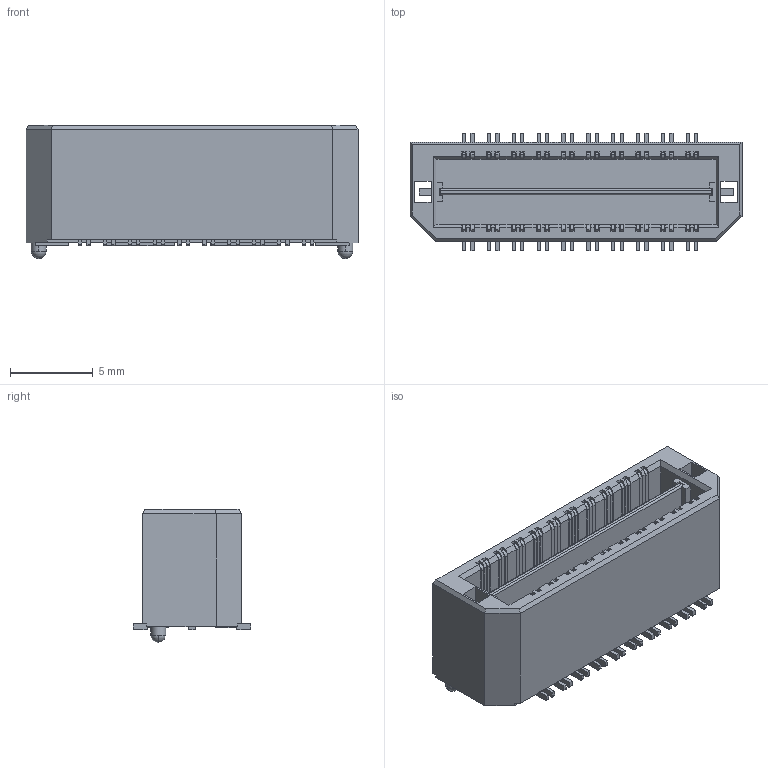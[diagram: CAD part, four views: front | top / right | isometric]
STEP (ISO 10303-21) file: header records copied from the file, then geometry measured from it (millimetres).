
FILE_DESCRIPTION((''),'2;1');
FILE_NAME('SAMTEC_QTH-020-02-L-D-DP-A.stp','2015-09-23T11:58:21',(''),(''),'Mechanical Desktop 2011','Mechanical Desktop 2011',', , ');
FILE_SCHEMA(('AUTOMOTIVE_DESIGN { 1 2 10303 214 1 1 1 1 }'));
Length unit declared in the file: millimetre
Products named in the file (1): Product
Bounding box: 20.02 x 7.11 x 8.03 mm (x, y, z)
Volume: 703 mm3; surface area: 1601.9 mm2
Topology: 43 solids, 43 shells, 889 faces, 2396 edges, 1592 vertices
Faces by surface type: plane 499, bspline 300, cylinder 86, sphere 4
Entity records: 28387 total; most frequent: CARTESIAN_POINT 6654, ORIENTED_EDGE 4784, DIRECTION 3912, EDGE_CURVE 2392, VECTOR 2052, LINE 2052, VERTEX_POINT 1592, AXIS2_PLACEMENT_3D 930
